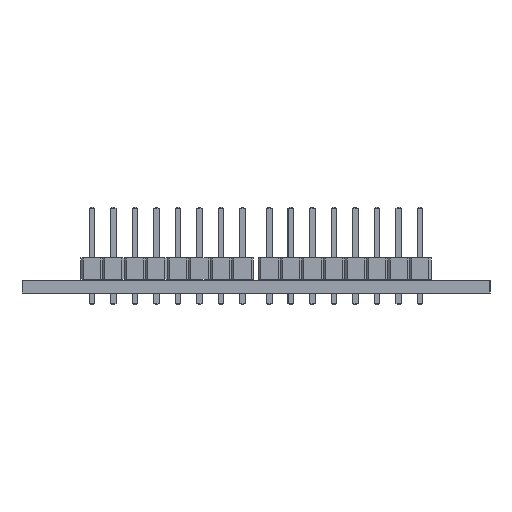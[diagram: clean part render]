
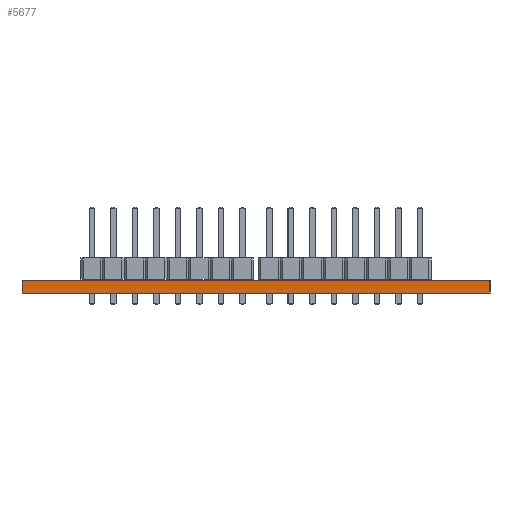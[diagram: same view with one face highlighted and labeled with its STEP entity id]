
A CAD part, left-side view. The second image highlights one B-rep face of the part: STEP entity #5677.
In plain terms, the highlighted planar face has unit normal (-1, 0, 0).
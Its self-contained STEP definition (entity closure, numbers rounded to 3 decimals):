
#5621 = VERTEX_POINT('',#5622);
#5622 = CARTESIAN_POINT('',(36.653,-116.808,1.51));
#5628 = EDGE_CURVE('',#5629,#5621,#5631,.T.);
#5629 = VERTEX_POINT('',#5630);
#5630 = CARTESIAN_POINT('',(36.653,-116.808,0.));
#5631 = LINE('',#5632,#5633);
#5632 = CARTESIAN_POINT('',(36.653,-116.808,0.));
#5633 = VECTOR('',#5634,1.);
#5634 = DIRECTION('',(0.,0.,1.));
#5677 = ADVANCED_FACE('',(#5678),#5703,.T.);
#5678 = FACE_BOUND('',#5679,.T.);
#5679 = EDGE_LOOP('',(#5680,#5681,#5689,#5697));
#5680 = ORIENTED_EDGE('',*,*,#5628,.T.);
#5681 = ORIENTED_EDGE('',*,*,#5682,.T.);
#5682 = EDGE_CURVE('',#5621,#5683,#5685,.T.);
#5683 = VERTEX_POINT('',#5684);
#5684 = CARTESIAN_POINT('',(36.653,-61.612,1.51));
#5685 = LINE('',#5686,#5687);
#5686 = CARTESIAN_POINT('',(36.653,-116.808,1.51));
#5687 = VECTOR('',#5688,1.);
#5688 = DIRECTION('',(0.,1.,0.));
#5689 = ORIENTED_EDGE('',*,*,#5690,.F.);
#5690 = EDGE_CURVE('',#5691,#5683,#5693,.T.);
#5691 = VERTEX_POINT('',#5692);
#5692 = CARTESIAN_POINT('',(36.653,-61.612,0.));
#5693 = LINE('',#5694,#5695);
#5694 = CARTESIAN_POINT('',(36.653,-61.612,0.));
#5695 = VECTOR('',#5696,1.);
#5696 = DIRECTION('',(0.,0.,1.));
#5697 = ORIENTED_EDGE('',*,*,#5698,.F.);
#5698 = EDGE_CURVE('',#5629,#5691,#5699,.T.);
#5699 = LINE('',#5700,#5701);
#5700 = CARTESIAN_POINT('',(36.653,-116.808,0.));
#5701 = VECTOR('',#5702,1.);
#5702 = DIRECTION('',(0.,1.,0.));
#5703 = PLANE('',#5704);
#5704 = AXIS2_PLACEMENT_3D('',#5705,#5706,#5707);
#5705 = CARTESIAN_POINT('',(36.653,-116.808,0.));
#5706 = DIRECTION('',(-1.,0.,0.));
#5707 = DIRECTION('',(0.,1.,0.));
